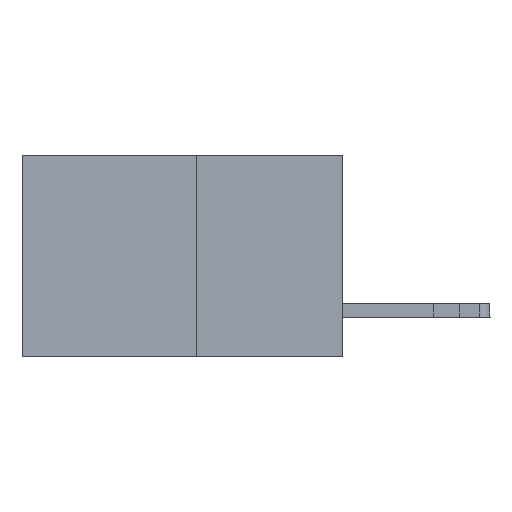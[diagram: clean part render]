
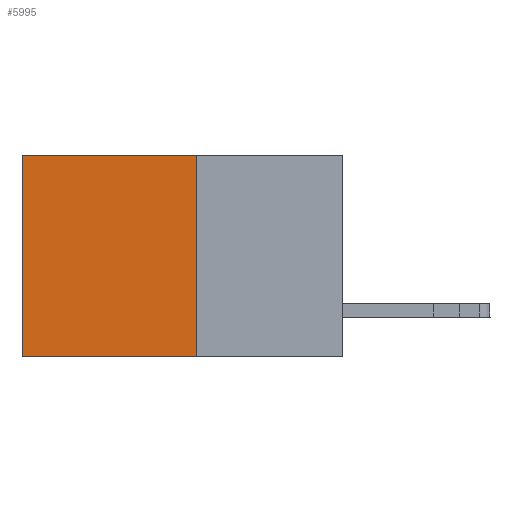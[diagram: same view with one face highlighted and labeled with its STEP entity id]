
A CAD part, left-side view. The second image highlights one B-rep face of the part: STEP entity #5995.
In plain terms, the highlighted planar face has unit normal (-1, 0, 0).
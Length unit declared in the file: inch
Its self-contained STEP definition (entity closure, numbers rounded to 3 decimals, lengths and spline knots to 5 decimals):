
#724 = CARTESIAN_POINT ( 'NONE',  ( 0.277, 0.27, -0.37 ) ) ;
#1073 = CARTESIAN_POINT ( 'NONE',  ( 0.277, 0.27, -0.37 ) ) ;
#1713 = LINE ( 'NONE', #5906, #6341 ) ;
#2906 = FACE_OUTER_BOUND ( 'NONE', #24730, .T. ) ;
#3557 = VERTEX_POINT ( 'NONE', #17173 ) ;
#3601 = DIRECTION ( 'NONE',  ( 0., 0., -1. ) ) ;
#5246 = VECTOR ( 'NONE', #19856, 39.37008 ) ;
#5846 = CARTESIAN_POINT ( 'NONE',  ( 0.277, 0.59, -0.37 ) ) ;
#5906 = CARTESIAN_POINT ( 'NONE',  ( 0.277, 0.27, 0. ) ) ;
#5945 = VERTEX_POINT ( 'NONE', #11866 ) ;
#5995 = ADVANCED_FACE ( 'NONE', ( #2906 ), #20549, .F. ) ;
#6341 = VECTOR ( 'NONE', #23995, 39.37008 ) ;
#6968 = CARTESIAN_POINT ( 'NONE',  ( 0.277, 0.27, -0.37 ) ) ;
#9806 = EDGE_CURVE ( 'NONE', #5945, #3557, #1713, .T. ) ;
#10197 = AXIS2_PLACEMENT_3D ( 'NONE', #724, #18379, #3601 ) ;
#10582 = ORIENTED_EDGE ( 'NONE', *, *, #16421, .T. ) ;
#10768 = LINE ( 'NONE', #5846, #10940 ) ;
#10940 = VECTOR ( 'NONE', #23648, 39.37008 ) ;
#11357 = VERTEX_POINT ( 'NONE', #23252 ) ;
#11866 = CARTESIAN_POINT ( 'NONE',  ( 0.277, 0.27, 0. ) ) ;
#12787 = LINE ( 'NONE', #21474, #19662 ) ;
#13238 = ORIENTED_EDGE ( 'NONE', *, *, #9806, .T. ) ;
#13619 = LINE ( 'NONE', #6968, #5246 ) ;
#14919 = VERTEX_POINT ( 'NONE', #1073 ) ;
#15088 = EDGE_CURVE ( 'NONE', #14919, #11357, #12787, .T. ) ;
#16421 = EDGE_CURVE ( 'NONE', #3557, #11357, #10768, .T. ) ;
#17173 = CARTESIAN_POINT ( 'NONE',  ( 0.277, 0.59, 0. ) ) ;
#18379 = DIRECTION ( 'NONE',  ( 1., 0., 0. ) ) ;
#19662 = VECTOR ( 'NONE', #27992, 39.37008 ) ;
#19856 = DIRECTION ( 'NONE',  ( 0., 0., -1. ) ) ;
#20549 = PLANE ( 'NONE',  #10197 ) ;
#21474 = CARTESIAN_POINT ( 'NONE',  ( 0.277, 0.27, -0.37 ) ) ;
#21862 = ORIENTED_EDGE ( 'NONE', *, *, #25138, .F. ) ;
#23252 = CARTESIAN_POINT ( 'NONE',  ( 0.277, 0.59, -0.37 ) ) ;
#23648 = DIRECTION ( 'NONE',  ( 0., 0., -1. ) ) ;
#23995 = DIRECTION ( 'NONE',  ( 0., 1., 0. ) ) ;
#24730 = EDGE_LOOP ( 'NONE', ( #10582, #28420, #21862, #13238 ) ) ;
#25138 = EDGE_CURVE ( 'NONE', #5945, #14919, #13619, .T. ) ;
#27992 = DIRECTION ( 'NONE',  ( 0., 1., 0. ) ) ;
#28420 = ORIENTED_EDGE ( 'NONE', *, *, #15088, .F. ) ;
